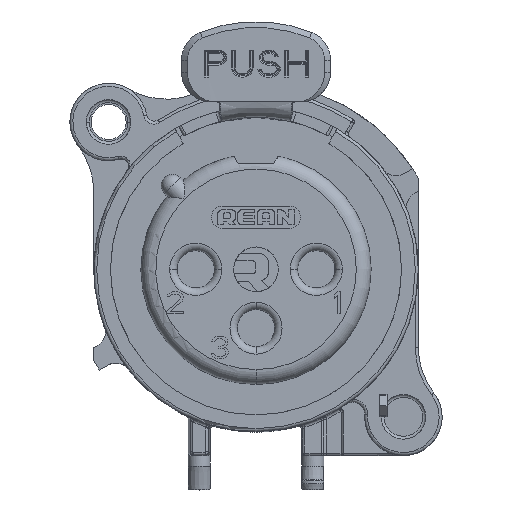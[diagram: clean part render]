
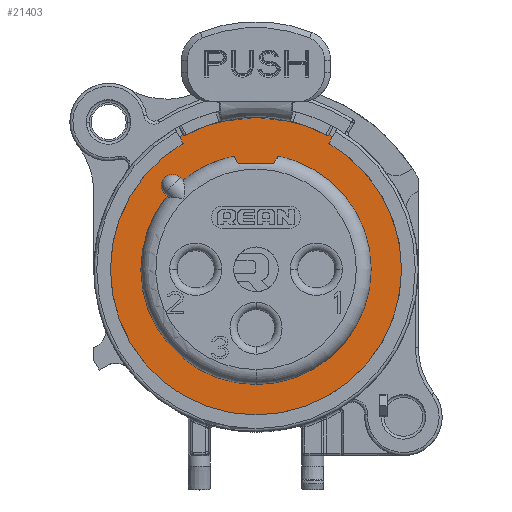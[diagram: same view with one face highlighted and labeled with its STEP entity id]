
A CAD part, top view. The second image highlights one B-rep face of the part: STEP entity #21403.
In plain terms, the highlighted planar face has unit normal (0, 0, 1).
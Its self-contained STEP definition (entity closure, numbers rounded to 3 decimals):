
#2549=CARTESIAN_POINT('',(0.,0.,7.));
#2550=DIRECTION('',(0.,0.,1.));
#2551=DIRECTION('',(-0.772,0.635,0.));
#2552=AXIS2_PLACEMENT_3D('',#2549,#2550,#2551);
#2554=CARTESIAN_POINT('',(0.,0.,7.));
#2555=DIRECTION('',(0.,0.,1.));
#2556=DIRECTION('',(0.,-1.,0.));
#2557=AXIS2_PLACEMENT_3D('',#2554,#2555,#2556);
#2559=CARTESIAN_POINT('',(0.,0.,7.));
#2560=DIRECTION('',(0.,0.,1.));
#2561=DIRECTION('',(0.34,0.941,0.));
#2562=AXIS2_PLACEMENT_3D('',#2559,#2560,#2561);
#2564=DIRECTION('',(-0.5,-0.866,0.));
#2565=VECTOR('',#2564,0.567);
#2566=CARTESIAN_POINT('',(1.484,7.591,7.));
#2567=LINE('',#2566,#2565);
#2568=DIRECTION('',(-0.5,0.866,0.));
#2569=VECTOR('',#2568,0.567);
#2570=CARTESIAN_POINT('',(-1.2,7.1,7.));
#2571=LINE('',#2570,#2569);
#2572=CARTESIAN_POINT('',(0.,0.,7.));
#2573=DIRECTION('',(0.,0.,1.));
#2574=DIRECTION('',(-0.192,0.981,0.));
#2575=AXIS2_PLACEMENT_3D('',#2572,#2573,#2574);
#2577=CARTESIAN_POINT('',(0.,0.,7.));
#2578=DIRECTION('',(0.,0.,1.));
#2579=DIRECTION('',(-0.34,0.941,0.));
#2580=AXIS2_PLACEMENT_3D('',#2577,#2578,#2579);
#2582=DIRECTION('',(-0.707,0.707,0.));
#2583=VECTOR('',#2582,0.251);
#2584=CARTESIAN_POINT('',(-4.914,5.974,7.));
#2585=LINE('',#2584,#2583);
#2586=CARTESIAN_POINT('',(-5.621,5.621,7.));
#2587=DIRECTION('',(0.,0.,1.));
#2588=DIRECTION('',(0.707,0.707,0.));
#2589=AXIS2_PLACEMENT_3D('',#2586,#2587,#2588);
#2591=DIRECTION('',(0.707,-0.707,0.));
#2592=VECTOR('',#2591,0.251);
#2593=CARTESIAN_POINT('',(-6.152,5.091,7.));
#2594=LINE('',#2593,#2592);
#2595=CARTESIAN_POINT('',(0.,0.,7.));
#2596=DIRECTION('',(0.,0.,-1.));
#2597=DIRECTION('',(-0.475,0.88,0.));
#2598=AXIS2_PLACEMENT_3D('',#2595,#2596,#2597);
#2600=CARTESIAN_POINT('',(4.846,8.975,7.));
#2601=CARTESIAN_POINT('',(4.859,8.999,7.));
#2602=CARTESIAN_POINT('',(4.872,9.024,7.));
#2603=CARTESIAN_POINT('',(4.885,9.048,7.));
#2605=CARTESIAN_POINT('',(0.,0.,7.));
#2606=DIRECTION('',(0.,0.,-1.));
#2607=DIRECTION('',(0.475,0.88,0.));
#2608=AXIS2_PLACEMENT_3D('',#2605,#2606,#2607);
#2610=DIRECTION('',(-0.5,-0.866,0.));
#2611=VECTOR('',#2610,0.506);
#2612=CARTESIAN_POINT('',(5.141,8.905,7.));
#2613=LINE('',#2612,#2611);
#2614=CARTESIAN_POINT('',(0.,0.,7.));
#2615=DIRECTION('',(0.,0.,-1.));
#2616=DIRECTION('',(0.5,0.866,0.));
#2617=AXIS2_PLACEMENT_3D('',#2614,#2615,#2616);
#2619=DIRECTION('',(0.883,-0.469,0.));
#2620=VECTOR('',#2619,0.178);
#2621=CARTESIAN_POINT('',(9.543,-2.123,7.));
#2622=LINE('',#2621,#2620);
#2623=DIRECTION('',(0.,-1.,0.));
#2624=VECTOR('',#2623,1.204);
#2625=CARTESIAN_POINT('',(9.7,-2.207,7.));
#2626=LINE('',#2625,#2624);
#2627=CARTESIAN_POINT('',(0.,0.,7.));
#2628=DIRECTION('',(0.,0.,-1.));
#2629=DIRECTION('',(0.943,-0.332,0.));
#2630=AXIS2_PLACEMENT_3D('',#2627,#2628,#2629);
#2632=DIRECTION('',(0.,1.,0.));
#2633=VECTOR('',#2632,0.777);
#2634=CARTESIAN_POINT('',(8.326,-5.9,7.));
#2635=LINE('',#2634,#2633);
#2636=CARTESIAN_POINT('',(0.,0.,7.));
#2637=DIRECTION('',(0.,0.,-1.));
#2638=DIRECTION('',(0.852,-0.524,0.));
#2639=AXIS2_PLACEMENT_3D('',#2636,#2637,#2638);
#2641=CARTESIAN_POINT('',(0.,0.,7.));
#2642=DIRECTION('',(0.,0.,-1.));
#2643=DIRECTION('',(0.,-1.,0.));
#2644=AXIS2_PLACEMENT_3D('',#2641,#2642,#2643);
#2646=DIRECTION('',(-0.5,0.866,0.));
#2647=VECTOR('',#2646,0.506);
#2648=CARTESIAN_POINT('',(-4.888,8.466,7.));
#2649=LINE('',#2648,#2647);
#2650=CARTESIAN_POINT('',(0.,0.,7.));
#2651=DIRECTION('',(0.,0.,-1.));
#2652=DIRECTION('',(-0.5,0.866,0.));
#2653=AXIS2_PLACEMENT_3D('',#2650,#2651,#2652);
#2655=CARTESIAN_POINT('',(-4.885,9.048,7.));
#2656=CARTESIAN_POINT('',(-4.872,9.024,7.));
#2657=CARTESIAN_POINT('',(-4.859,8.999,7.));
#2658=CARTESIAN_POINT('',(-4.846,8.975,7.));
#2668=DIRECTION('',(1.,0.,0.));
#2669=VECTOR('',#2668,2.4);
#2670=CARTESIAN_POINT('',(-1.2,7.1,7.));
#2671=LINE('',#2670,#2669);
#2778=CARTESIAN_POINT('',(-4.885,9.048,7.));
#2798=CARTESIAN_POINT('',(-4.846,8.975,7.));
#9544=DIRECTION('',(1.,0.,0.));
#9545=VECTOR('',#9544,0.095);
#9546=CARTESIAN_POINT('',(8.326,-5.9,7.));
#9547=LINE('',#9546,#9545);
#9821=CARTESIAN_POINT('',(4.885,9.048,7.));
#14631=VERTEX_POINT('',#9821);
#14632=VERTEX_POINT('',#2600);
#14646=CARTESIAN_POINT('',(5.141,8.905,7.));
#14647=VERTEX_POINT('',#14646);
#14699=VERTEX_POINT('',#2778);
#14700=CARTESIAN_POINT('',(-5.141,8.905,7.));
#14701=VERTEX_POINT('',#14700);
#14708=VERTEX_POINT('',#2798);
#14734=CARTESIAN_POINT('',(4.888,8.466,7.));
#14735=VERTEX_POINT('',#14734);
#14736=CARTESIAN_POINT('',(9.543,-2.123,
7.));
#14737=VERTEX_POINT('',#14736);
#14738=CARTESIAN_POINT('',(9.7,-2.207,7.));
#14739=VERTEX_POINT('',#14738);
#14740=CARTESIAN_POINT('',(9.7,-3.411,7.));
#14741=VERTEX_POINT('',#14740);
#14742=CARTESIAN_POINT('',(8.421,-5.9,7.));
#14743=VERTEX_POINT('',#14742);
#14744=CARTESIAN_POINT('',(8.326,-5.9,7.));
#14745=VERTEX_POINT('',#14744);
#14746=CARTESIAN_POINT('',(8.326,-5.123,7.));
#14747=VERTEX_POINT('',#14746);
#14748=CARTESIAN_POINT('',(0.,-9.776,
7.));
#14749=VERTEX_POINT('',#14748);
#14750=CARTESIAN_POINT('',(-4.888,8.466,
7.));
#14751=VERTEX_POINT('',#14750);
#14752=CARTESIAN_POINT('',(-5.974,4.914,
7.));
#14753=CARTESIAN_POINT('',(0.,-7.735,7.));
#14754=VERTEX_POINT('',#14752);
#14755=VERTEX_POINT('',#14753);
#14756=CARTESIAN_POINT('',(2.628,7.275,7.));
#14757=VERTEX_POINT('',#14756);
#14758=CARTESIAN_POINT('',(1.484,7.591,7.));
#14759=VERTEX_POINT('',#14758);
#14760=CARTESIAN_POINT('',(1.2,7.1,7.));
#14761=VERTEX_POINT('',#14760);
#14762=CARTESIAN_POINT('',(-1.2,7.1,7.));
#14763=VERTEX_POINT('',#14762);
#14764=CARTESIAN_POINT('',(-1.484,7.591,7.));
#14765=VERTEX_POINT('',#14764);
#14766=CARTESIAN_POINT('',(-2.627,7.275,7.));
#14767=VERTEX_POINT('',#14766);
#14768=CARTESIAN_POINT('',(-4.914,5.974,7.));
#14769=VERTEX_POINT('',#14768);
#14770=CARTESIAN_POINT('',(-5.091,6.152,7.));
#14771=VERTEX_POINT('',#14770);
#14772=CARTESIAN_POINT('',(-6.152,5.091,7.));
#14773=VERTEX_POINT('',#14772);
#21344=CARTESIAN_POINT('',(0.,0.,7.));
#21345=DIRECTION('',(0.,0.,1.));
#21346=DIRECTION('',(1.,0.,0.));
#21347=AXIS2_PLACEMENT_3D('',#21344,#21345,#21346);
#21348=PLANE('',#21347);
#21350=ORIENTED_EDGE('',*,*,#21349,.T.);
#21352=ORIENTED_EDGE('',*,*,#21351,.T.);
#21354=ORIENTED_EDGE('',*,*,#21353,.T.);
#21356=ORIENTED_EDGE('',*,*,#21355,.T.);
#21358=ORIENTED_EDGE('',*,*,#21357,.T.);
#21360=ORIENTED_EDGE('',*,*,#21359,.T.);
#21362=ORIENTED_EDGE('',*,*,#21361,.T.);
#21364=ORIENTED_EDGE('',*,*,#21363,.T.);
#21366=ORIENTED_EDGE('',*,*,#21365,.F.);
#21368=ORIENTED_EDGE('',*,*,#21367,.T.);
#21370=ORIENTED_EDGE('',*,*,#21369,.T.);
#21372=ORIENTED_EDGE('',*,*,#21371,.T.);
#21374=ORIENTED_EDGE('',*,*,#21373,.T.);
#21376=ORIENTED_EDGE('',*,*,#21375,.T.);
#21378=ORIENTED_EDGE('',*,*,#21377,.T.);
#21379=EDGE_LOOP('',(#21350,#21352,#21354,#21356,#21358,#21360,#21362,#21364,
#21366,#21368,#21370,#21372,#21374,#21376,#21378));
#21380=FACE_OUTER_BOUND('',#21379,.F.);
#21381=ORIENTED_EDGE('',*,*,#21333,.T.);
#21382=ORIENTED_EDGE('',*,*,#21331,.T.);
#21384=ORIENTED_EDGE('',*,*,#21383,.T.);
#21386=ORIENTED_EDGE('',*,*,#21385,.T.);
#21388=ORIENTED_EDGE('',*,*,#21387,.F.);
#21390=ORIENTED_EDGE('',*,*,#21389,.T.);
#21392=ORIENTED_EDGE('',*,*,#21391,.T.);
#21394=ORIENTED_EDGE('',*,*,#21393,.T.);
#21396=ORIENTED_EDGE('',*,*,#21395,.T.);
#21398=ORIENTED_EDGE('',*,*,#21397,.T.);
#21400=ORIENTED_EDGE('',*,*,#21399,.T.);
#21401=EDGE_LOOP('',(#21381,#21382,#21384,#21386,#21388,#21390,#21392,#21394,
#21396,#21398,#21400));
#21402=FACE_BOUND('',#21401,.F.);
#21403=ADVANCED_FACE('',(#21380,#21402),#21348,.T.);
#2553=CIRCLE('',#2552,7.735);
#2558=CIRCLE('',#2557,7.735);
#2563=CIRCLE('',#2562,7.735);
#2576=CIRCLE('',#2575,7.735);
#2581=CIRCLE('',#2580,7.735);
#2590=CIRCLE('',#2589,0.75);
#2599=CIRCLE('',#2598,10.2);
#2604=B_SPLINE_CURVE_WITH_KNOTS('',3,(#2600,#2601,#2602,#2603),.UNSPECIFIED.,
.F.,.F.,(4,4),(0.,1.),.UNSPECIFIED.);
#2609=CIRCLE('',#2608,10.282);
#2618=CIRCLE('',#2617,9.776);
#2631=CIRCLE('',#2630,10.282);
#2640=CIRCLE('',#2639,9.776);
#2645=CIRCLE('',#2644,9.776);
#2654=CIRCLE('',#2653,10.282);
#2659=B_SPLINE_CURVE_WITH_KNOTS('',3,(#2655,#2656,#2657,#2658),.UNSPECIFIED.,
.F.,.F.,(4,4),(0.,1.),.UNSPECIFIED.);
#21331=EDGE_CURVE('',#14755,#14757,#2558,.T.);
#21333=EDGE_CURVE('',#14754,#14755,#2553,.T.);
#21349=EDGE_CURVE('',#14708,#14632,#2599,.T.);
#21351=EDGE_CURVE('',#14632,#14631,#2604,.T.);
#21353=EDGE_CURVE('',#14631,#14647,#2609,.T.);
#21355=EDGE_CURVE('',#14647,#14735,#2613,.T.);
#21357=EDGE_CURVE('',#14735,#14737,#2618,.T.);
#21359=EDGE_CURVE('',#14737,#14739,#2622,.T.);
#21361=EDGE_CURVE('',#14739,#14741,#2626,.T.);
#21363=EDGE_CURVE('',#14741,#14743,#2631,.T.);
#21365=EDGE_CURVE('',#14745,#14743,#9547,.T.);
#21367=EDGE_CURVE('',#14745,#14747,#2635,.T.);
#21369=EDGE_CURVE('',#14747,#14749,#2640,.T.);
#21371=EDGE_CURVE('',#14749,#14751,#2645,.T.);
#21373=EDGE_CURVE('',#14751,#14701,#2649,.T.);
#21375=EDGE_CURVE('',#14701,#14699,#2654,.T.);
#21377=EDGE_CURVE('',#14699,#14708,#2659,.T.);
#21383=EDGE_CURVE('',#14757,#14759,#2563,.T.);
#21385=EDGE_CURVE('',#14759,#14761,#2567,.T.);
#21387=EDGE_CURVE('',#14763,#14761,#2671,.T.);
#21389=EDGE_CURVE('',#14763,#14765,#2571,.T.);
#21391=EDGE_CURVE('',#14765,#14767,#2576,.T.);
#21393=EDGE_CURVE('',#14767,#14769,#2581,.T.);
#21395=EDGE_CURVE('',#14769,#14771,#2585,.T.);
#21397=EDGE_CURVE('',#14771,#14773,#2590,.T.);
#21399=EDGE_CURVE('',#14773,#14754,#2594,.T.);
